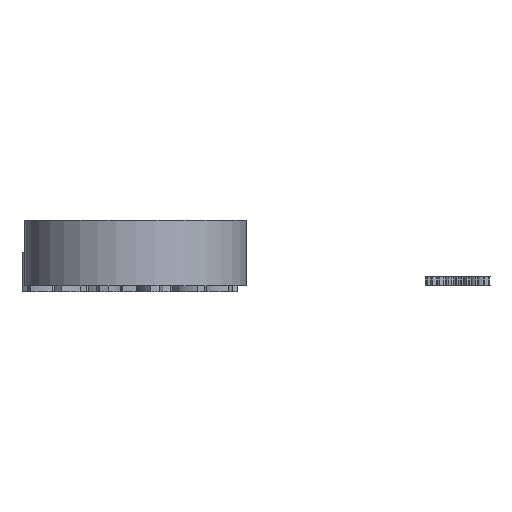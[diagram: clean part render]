
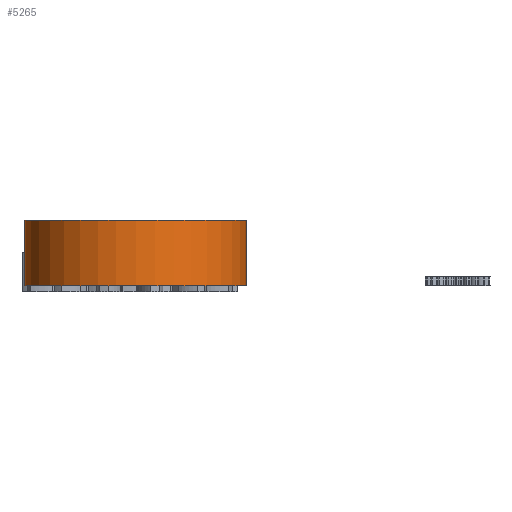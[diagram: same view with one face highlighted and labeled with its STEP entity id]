
A CAD part, left-side view. The second image highlights one B-rep face of the part: STEP entity #5265.
In plain terms, the highlighted cylindrical face has radius 8.5 mm (diameter 17 mm), a full revolution.
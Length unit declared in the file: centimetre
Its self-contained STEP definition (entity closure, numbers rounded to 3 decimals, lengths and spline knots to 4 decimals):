
#575=FACE_OUTER_BOUND('',#852,.T.);
#852=EDGE_LOOP('',(#4854,#4855,#4856,#4857));
#1253=LINE('',#28348,#1652);
#1652=VECTOR('',#7128,0.85);
#1921=CIRCLE('',#5770,0.85);
#1922=CIRCLE('',#5771,0.85);
#2455=VERTEX_POINT('',#28345);
#2456=VERTEX_POINT('',#28347);
#3255=EDGE_CURVE('',#2455,#2455,#1921,.T.);
#3256=EDGE_CURVE('',#2455,#2456,#1253,.T.);
#3257=EDGE_CURVE('',#2456,#2456,#1922,.T.);
#4854=ORIENTED_EDGE('',*,*,#3255,.F.);
#4855=ORIENTED_EDGE('',*,*,#3256,.T.);
#4856=ORIENTED_EDGE('',*,*,#3257,.T.);
#4857=ORIENTED_EDGE('',*,*,#3256,.F.);
#4994=CYLINDRICAL_SURFACE('',#5769,0.85);
#5265=ADVANCED_FACE('',(#575),#4994,.T.);
#5769=AXIS2_PLACEMENT_3D('',#28344,#7124,#7125);
#5770=AXIS2_PLACEMENT_3D('',#28346,#7126,#7127);
#5771=AXIS2_PLACEMENT_3D('',#28349,#7129,#7130);
#7124=DIRECTION('center_axis',(0.,0.,1.));
#7125=DIRECTION('ref_axis',(1.,0.,0.));
#7126=DIRECTION('center_axis',(0.,0.,1.));
#7127=DIRECTION('ref_axis',(1.,0.,0.));
#7128=DIRECTION('',(0.,0.,-1.));
#7129=DIRECTION('center_axis',(0.,0.,1.));
#7130=DIRECTION('ref_axis',(1.,0.,0.));
#28344=CARTESIAN_POINT('Origin',(-2.5,1.,0.));
#28345=CARTESIAN_POINT('',(-3.35,1.,0.5));
#28346=CARTESIAN_POINT('Origin',(-2.5,1.,0.5));
#28347=CARTESIAN_POINT('',(-3.35,1.,0.));
#28348=CARTESIAN_POINT('',(-3.35,1.,0.));
#28349=CARTESIAN_POINT('Origin',(-2.5,1.,0.));
